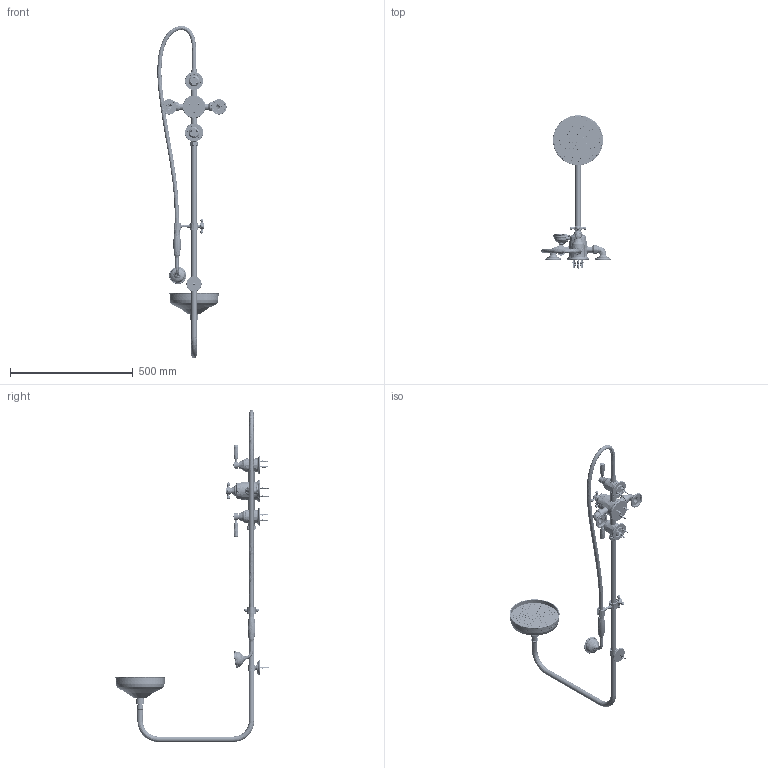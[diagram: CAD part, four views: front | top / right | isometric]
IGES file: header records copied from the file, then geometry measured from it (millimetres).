
Global section: file name: V2K6A-XC XM XW XGBC; native system: Autodesk Inventor 2018; preprocessor: unknown; author: aduggalther; date: 20180305.115239; units: millimetre
Bounding box: 282.52 x 627.09 x 1353.7 mm (x, y, z)
Volume: 2875794.2 mm3; surface area: 881578.2 mm2
Topology: 173 solids, 183 shells, 7783 faces, 21878 edges, 14804 vertices
Faces by surface type: bspline 7783
